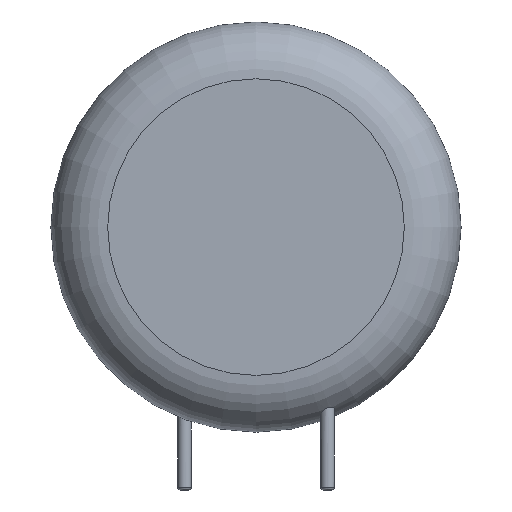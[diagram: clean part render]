
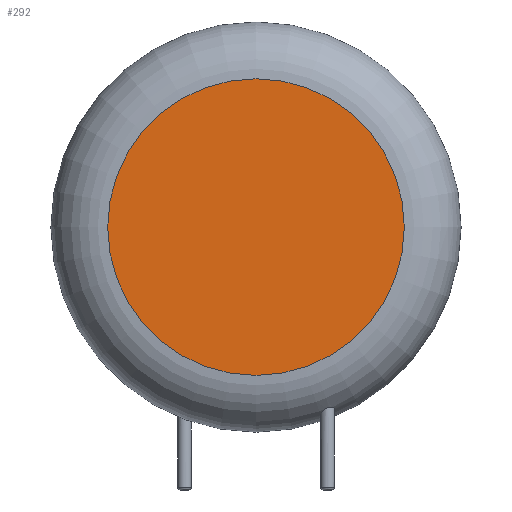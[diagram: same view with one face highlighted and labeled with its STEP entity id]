
A CAD part, front view. The second image highlights one B-rep face of the part: STEP entity #292.
In plain terms, the highlighted planar face has unit normal (0, -1, 0).
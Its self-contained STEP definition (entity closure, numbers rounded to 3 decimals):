
#164 = VERTEX_POINT('',#165);
#165 = CARTESIAN_POINT('',(11.524,-4.5,10.78));
#172 = EDGE_CURVE('',#164,#164,#173,.T.);
#173 = CIRCLE('',#174,7.774);
#174 = AXIS2_PLACEMENT_3D('',#175,#176,#177);
#175 = CARTESIAN_POINT('',(3.75,-4.5,10.78));
#176 = DIRECTION('',(0.,-1.,0.));
#177 = DIRECTION('',(1.,0.,0.));
#292 = ADVANCED_FACE('',(#293),#296,.T.);
#293 = FACE_BOUND('',#294,.T.);
#294 = EDGE_LOOP('',(#295));
#295 = ORIENTED_EDGE('',*,*,#172,.T.);
#296 = PLANE('',#297);
#297 = AXIS2_PLACEMENT_3D('',#298,#299,#300);
#298 = CARTESIAN_POINT('',(3.75,-4.5,10.78));
#299 = DIRECTION('',(0.,-1.,0.));
#300 = DIRECTION('',(0.,0.,-1.));
